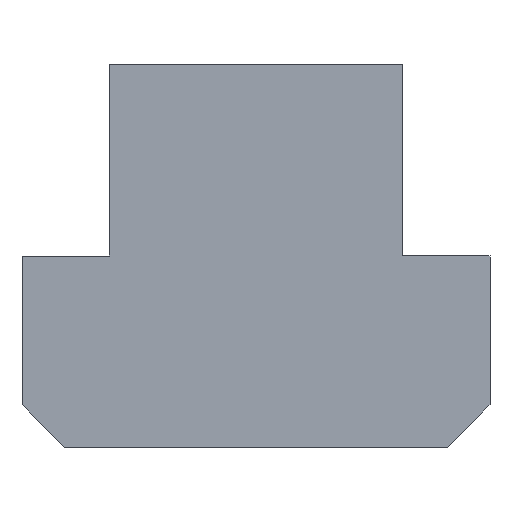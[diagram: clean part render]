
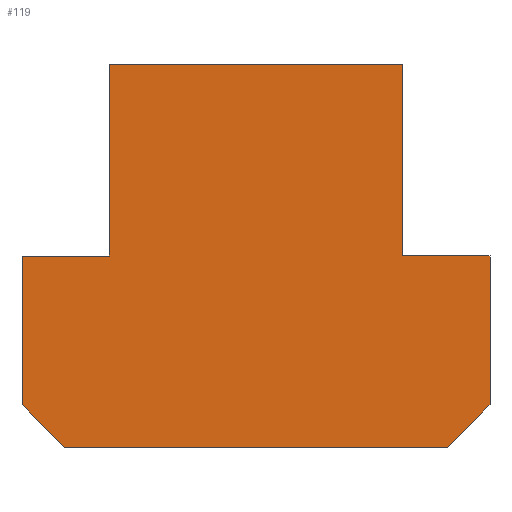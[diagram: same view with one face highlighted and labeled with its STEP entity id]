
A CAD part, front view. The second image highlights one B-rep face of the part: STEP entity #119.
In plain terms, the highlighted planar face has unit normal (0, -1, 0).
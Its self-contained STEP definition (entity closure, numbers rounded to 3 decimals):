
#119=ADVANCED_FACE('',(#315),#316,.T.);
#121=EDGE_CURVE('',#149,#245,#318,.T.);
#149=VERTEX_POINT('',#349);
#151=EDGE_CURVE('',#161,#149,#351,.T.);
#157=VERTEX_POINT('',#359);
#161=VERTEX_POINT('',#363);
#171=EDGE_CURVE('',#275,#161,#373,.T.);
#179=EDGE_CURVE('',#187,#157,#382,.T.);
#185=EDGE_CURVE('',#205,#187,#388,.T.);
#187=VERTEX_POINT('',#390);
#195=EDGE_CURVE('',#231,#205,#399,.T.);
#205=VERTEX_POINT('',#410);
#231=VERTEX_POINT('',#439);
#233=EDGE_CURVE('',#279,#231,#441,.T.);
#241=EDGE_CURVE('',#245,#261,#449,.T.);
#245=VERTEX_POINT('',#453);
#259=EDGE_CURVE('',#261,#279,#468,.T.);
#261=VERTEX_POINT('',#470);
#275=VERTEX_POINT('',#487);
#277=EDGE_CURVE('',#157,#275,#489,.T.);
#279=VERTEX_POINT('',#491);
#315=FACE_OUTER_BOUND('',#516,.T.);
#316=PLANE('',#517);
#318=LINE('',#520,#521);
#349=CARTESIAN_POINT('',(22.0,-44.0,0.));
#351=LINE('',#568,#569);
#359=CARTESIAN_POINT('',(-13.8,-44.0,18.0));
#363=CARTESIAN_POINT('',(13.8,-44.0,0.));
#373=LINE('',#598,#599);
#382=LINE('',#612,#613);
#388=LINE('',#622,#623);
#390=CARTESIAN_POINT('',(-13.8,-44.0,0.0));
#399=LINE('',#639,#640);
#410=CARTESIAN_POINT('',(-22.0,-44.0,0.0));
#439=CARTESIAN_POINT('',(-22.0,-44.0,-14.0));
#441=LINE('',#691,#692);
#449=LINE('',#705,#706);
#453=CARTESIAN_POINT('',(22.0,-44.0,-14.0));
#468=LINE('',#733,#734);
#470=CARTESIAN_POINT('',(18.0,-44.0,-18.0));
#487=CARTESIAN_POINT('',(13.8,-44.0,18.0));
#489=LINE('',#761,#762);
#491=CARTESIAN_POINT('',(-18.,-44.0,-18.0));
#516=EDGE_LOOP('',(#800,#801,#802,#803,#804,#805,#806,#807,#808,#809));
#517=AXIS2_PLACEMENT_3D('',#810,#811,#812);
#520=CARTESIAN_POINT('',(22.0,-44.0,-14.0));
#521=VECTOR('',#813,1.0);
#568=CARTESIAN_POINT('',(22.0,-44.0,0.));
#569=VECTOR('',#841,1.0);
#598=CARTESIAN_POINT('',(13.8,-44.0,0.));
#599=VECTOR('',#861,1.0);
#612=CARTESIAN_POINT('',(-13.8,-44.0,18.0));
#613=VECTOR('',#874,1.0);
#622=CARTESIAN_POINT('',(-13.8,-44.0,0.0));
#623=VECTOR('',#881,1.0);
#639=CARTESIAN_POINT('',(-22.0,-44.0,0.0));
#640=VECTOR('',#893,1.0);
#691=CARTESIAN_POINT('',(-22.0,-44.0,-14.0));
#692=VECTOR('',#942,1.0);
#705=CARTESIAN_POINT('',(18.0,-44.0,-18.0));
#706=VECTOR('',#945,1.0);
#733=CARTESIAN_POINT('',(-18.,-44.0,-18.0));
#734=VECTOR('',#960,1.0);
#761=CARTESIAN_POINT('',(13.8,-44.0,18.0));
#762=VECTOR('',#987,1.0);
#800=ORIENTED_EDGE('',*,*,#241,.F.);
#801=ORIENTED_EDGE('',*,*,#121,.F.);
#802=ORIENTED_EDGE('',*,*,#151,.F.);
#803=ORIENTED_EDGE('',*,*,#171,.F.);
#804=ORIENTED_EDGE('',*,*,#277,.F.);
#805=ORIENTED_EDGE('',*,*,#179,.F.);
#806=ORIENTED_EDGE('',*,*,#185,.F.);
#807=ORIENTED_EDGE('',*,*,#195,.F.);
#808=ORIENTED_EDGE('',*,*,#233,.F.);
#809=ORIENTED_EDGE('',*,*,#259,.F.);
#810=CARTESIAN_POINT('',(0.,-44.0,-1.315));
#811=DIRECTION('',(0.0,-1.0,0.));
#812=DIRECTION('',(1.0,0.0,0.0));
#813=DIRECTION('',(0.0,0.,-1.0));
#841=DIRECTION('',(1.0,0.0,0.0));
#861=DIRECTION('',(0.0,0.,-1.0));
#874=DIRECTION('',(0.0,0.,1.0));
#881=DIRECTION('',(1.0,0.0,0.0));
#893=DIRECTION('',(0.0,0.,1.0));
#942=DIRECTION('',(-0.707,0.,0.707));
#945=DIRECTION('',(-0.707,0.,-0.707));
#960=DIRECTION('',(-1.0,0.0,0.0));
#987=DIRECTION('',(1.0,0.0,0.0));
